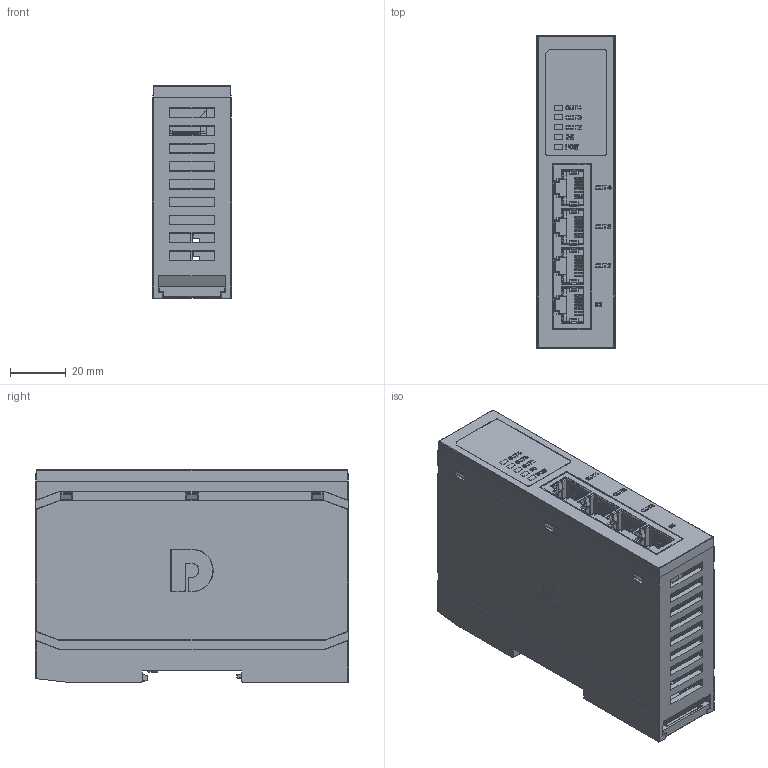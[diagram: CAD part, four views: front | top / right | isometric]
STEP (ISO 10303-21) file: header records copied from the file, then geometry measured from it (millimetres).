
FILE_DESCRIPTION((''),'2;1');
FILE_NAME('PRO_EC_JHJ_SW0005','2023-05-16T09:34:38',('董'),(''),'CREO PARAMETRIC BY PTC INC, 2020033','CREO PARAMETRIC BY PTC INC, 2020033','');
FILE_SCHEMA(('CONFIG_CONTROL_DESIGN'));
Products named in the file (1): PRO_EC_JHJ_SW0005
Bounding box: 28 x 112 x 76 mm (x, y, z)
Volume: 64267.3 mm3; surface area: 86589 mm2
Topology: 1 solids, 1 shells, 4855 faces, 14088 edges, 9063 vertices
Faces by surface type: plane 3416, cylinder 949, bspline 353, torus 77, sphere 39, cone 21
Entity records: 227016 total; most frequent: CARTESIAN_POINT 103011, ORIENTED_EDGE 28108, DIRECTION 22216, EDGE_CURVE 14054, VECTOR 10474, LINE 10474, VERTEX_POINT 9063, AXIS2_PLACEMENT_3D 5871
